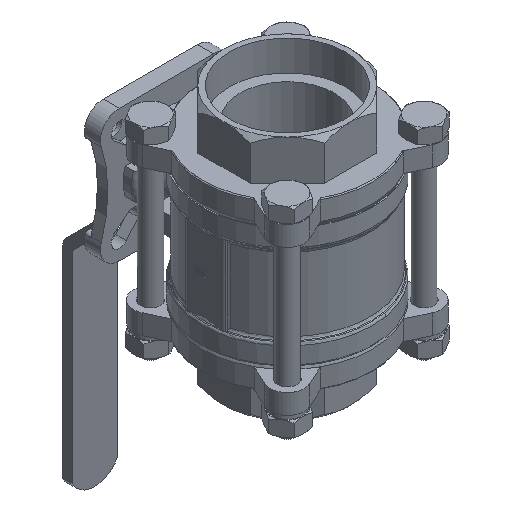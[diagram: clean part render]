
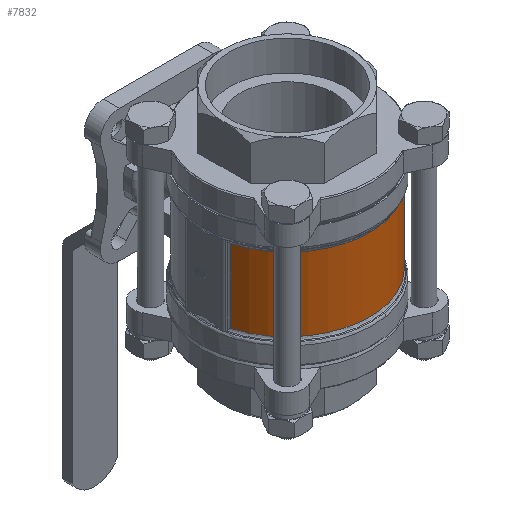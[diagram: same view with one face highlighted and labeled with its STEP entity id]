
A CAD part, isometric view. The second image highlights one B-rep face of the part: STEP entity #7832.
In plain terms, the highlighted cylindrical face has radius 43.75 mm (diameter 87.5 mm), a partial arc.
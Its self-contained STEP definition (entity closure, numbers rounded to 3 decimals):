
#113=LINE('',#12544,#554);
#114=LINE('',#12545,#555);
#554=VECTOR('',#9595,1000.);
#555=VECTOR('',#9596,1000.);
#958=CYLINDRICAL_SURFACE('',#8470,43.75);
#1375=CIRCLE('',#8443,43.75);
#1379=CIRCLE('',#8451,43.75);
#2062=ORIENTED_EDGE('',*,*,#4351,.T.);
#2063=ORIENTED_EDGE('',*,*,#4402,.T.);
#2064=ORIENTED_EDGE('',*,*,#4365,.F.);
#2065=ORIENTED_EDGE('',*,*,#4403,.F.);
#4351=EDGE_CURVE('',#5506,#5505,#1375,.T.);
#4365=EDGE_CURVE('',#5518,#5519,#1379,.T.);
#4402=EDGE_CURVE('',#5505,#5519,#113,.T.);
#4403=EDGE_CURVE('',#5506,#5518,#114,.T.);
#5505=VERTEX_POINT('',#12330);
#5506=VERTEX_POINT('',#12332);
#5518=VERTEX_POINT('',#12392);
#5519=VERTEX_POINT('',#12394);
#6540=EDGE_LOOP('',(#2062,#2063,#2064,#2065));
#7128=FACE_BOUND('',#6540,.T.);
#7832=ADVANCED_FACE('',(#7128),#958,.T.);
#8443=AXIS2_PLACEMENT_3D('',#12331,#9539,#9540);
#8451=AXIS2_PLACEMENT_3D('',#12393,#9555,#9556);
#8470=AXIS2_PLACEMENT_3D('',#12543,#9593,#9594);
#9539=DIRECTION('',(0.,0.,-1.));
#9540=DIRECTION('',(-1.,0.,0.));
#9555=DIRECTION('',(0.,0.,-1.));
#9556=DIRECTION('',(-1.,0.,0.));
#9593=DIRECTION('',(0.,0.,-1.));
#9594=DIRECTION('',(-1.,0.,0.));
#9595=DIRECTION('',(0.,0.,-1.));
#9596=DIRECTION('',(0.,0.,-1.));
#12330=CARTESIAN_POINT('',(-42.07,-12.007,19.372));
#12331=CARTESIAN_POINT('',(0.,0.,19.372));
#12332=CARTESIAN_POINT('',(42.07,-12.007,19.372));
#12392=CARTESIAN_POINT('',(42.07,-12.007,-19.372));
#12393=CARTESIAN_POINT('',(0.,0.,-19.372));
#12394=CARTESIAN_POINT('',(-42.07,-12.007,-19.372));
#12543=CARTESIAN_POINT('',(0.,0.,-43.8));
#12544=CARTESIAN_POINT('',(-42.07,-12.007,0.));
#12545=CARTESIAN_POINT('',(42.07,-12.007,0.));
